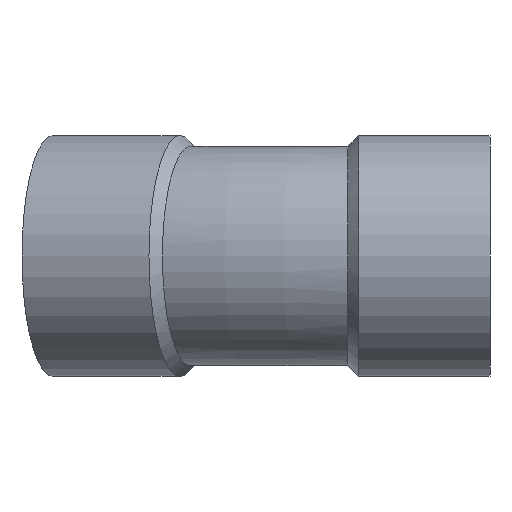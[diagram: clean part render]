
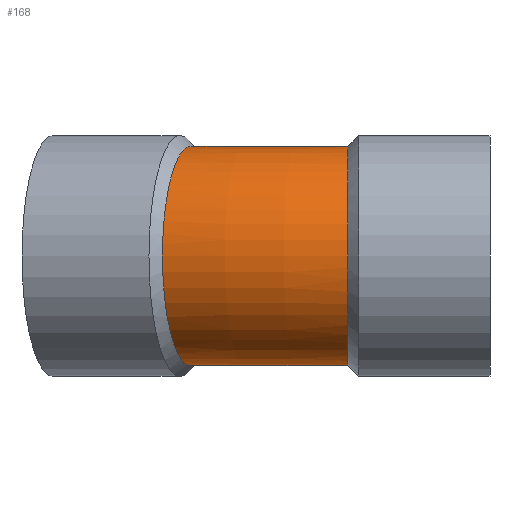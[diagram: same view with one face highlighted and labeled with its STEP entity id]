
A CAD part, left-side view. The second image highlights one B-rep face of the part: STEP entity #168.
In plain terms, the highlighted toroidal (fillet/blend) face has major radius 881.107 mm and minor radius 140 mm.
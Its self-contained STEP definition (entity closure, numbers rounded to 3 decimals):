
#27=TOROIDAL_SURFACE('',#201,881.107,140.);
#30=FACE_OUTER_BOUND('',#42,.T.);
#42=EDGE_LOOP('',(#126,#127,#128,#129,#130,#131));
#57=B_SPLINE_CURVE_WITH_KNOTS('',3,(#286,#287,#288,#289,#290,#291,#292,
#293,#294,#295,#296,#297,#298,#299,#300,#301,#302,#303,#304,#305),
 .UNSPECIFIED.,.F.,.F.,(4,2,2,2,2,2,2,2,2,4),(-88.233,-85.137,
-82.041,-76.569,-71.095,-65.622,
-60.152,-54.687,-49.223,-44.122),
 .UNSPECIFIED.);
#58=B_SPLINE_CURVE_WITH_KNOTS('',3,(#306,#307,#308,#309,#310,#311,#312,
#313,#314,#315,#316,#317,#318,#319,#320,#321,#322,#323,#324,#325),
 .UNSPECIFIED.,.F.,.F.,(4,2,2,2,2,2,2,2,2,4),(-44.122,-43.755,
-38.283,-32.809,-27.336,-21.868,
-16.401,-10.935,-5.468,0.),.UNSPECIFIED.);
#59=B_SPLINE_CURVE_WITH_KNOTS('',3,(#330,#331,#332,#333,#334,#335,#336,
#337,#338,#339,#340,#341,#342,#343,#344,#345,#346,#347,#348,#349),
 .UNSPECIFIED.,.F.,.F.,(4,2,2,2,2,2,2,2,2,4),(-44.12,-43.354,
-37.795,-32.244,-26.689,-21.309,
-16.024,-10.756,-5.434,0.),.UNSPECIFIED.);
#60=B_SPLINE_CURVE_WITH_KNOTS('',3,(#350,#351,#352,#353,#354,#355,#356,
#357,#358,#359,#360,#361,#362,#363,#364,#365,#366,#367,#368,#369),
 .UNSPECIFIED.,.F.,.F.,(4,2,2,2,2,2,2,2,2,4),(-88.231,-84.832,
-81.514,-75.955,-70.398,-64.794,
-59.358,-54.105,-48.928,-44.12),
 .UNSPECIFIED.);
#74=CIRCLE('',#202,741.107);
#86=VERTEX_POINT('',#283);
#87=VERTEX_POINT('',#285);
#88=VERTEX_POINT('',#327);
#89=VERTEX_POINT('',#329);
#101=EDGE_CURVE('',#87,#86,#57,.T.);
#102=EDGE_CURVE('',#86,#87,#58,.T.);
#103=EDGE_CURVE('',#86,#88,#74,.T.);
#104=EDGE_CURVE('',#88,#89,#59,.T.);
#105=EDGE_CURVE('',#89,#88,#60,.T.);
#126=ORIENTED_EDGE('',*,*,#101,.T.);
#127=ORIENTED_EDGE('',*,*,#103,.T.);
#128=ORIENTED_EDGE('',*,*,#104,.T.);
#129=ORIENTED_EDGE('',*,*,#105,.T.);
#130=ORIENTED_EDGE('',*,*,#103,.F.);
#131=ORIENTED_EDGE('',*,*,#102,.T.);
#168=ADVANCED_FACE('',(#30),#27,.T.);
#201=AXIS2_PLACEMENT_3D('',#326,#230,#231);
#202=AXIS2_PLACEMENT_3D('',#328,#232,#233);
#230=DIRECTION('center_axis',(0.,0.,-1.));
#231=DIRECTION('ref_axis',(-1.,0.,0.));
#232=DIRECTION('center_axis',(0.,0.,1.));
#233=DIRECTION('ref_axis',(-1.,0.,0.));
#283=CARTESIAN_POINT('',(161.788,346.382,0.));
#285=CARTESIAN_POINT('',(-108.761,418.64,0.));
#286=CARTESIAN_POINT('Ctrl Pts',(-108.761,418.64,0.));
#287=CARTESIAN_POINT('Ctrl Pts',(-108.761,418.64,-10.322));
#288=CARTESIAN_POINT('Ctrl Pts',(-107.658,418.345,-20.612));
#289=CARTESIAN_POINT('Ctrl Pts',(-103.287,417.177,-40.752));
#290=CARTESIAN_POINT('Ctrl Pts',(-100.033,416.307,-50.54));
#291=CARTESIAN_POINT('Ctrl Pts',(-88.234,413.153,-76.356));
#292=CARTESIAN_POINT('Ctrl Pts',(-77.657,410.326,-91.162));
#293=CARTESIAN_POINT('Ctrl Pts',(-51.609,403.365,-115.743));
#294=CARTESIAN_POINT('Ctrl Pts',(-36.388,399.298,-125.282));
#295=CARTESIAN_POINT('Ctrl Pts',(-3.268,390.449,-137.779));
#296=CARTESIAN_POINT('Ctrl Pts',(14.312,385.753,-140.618));
#297=CARTESIAN_POINT('Ctrl Pts',(49.525,376.348,-139.158));
#298=CARTESIAN_POINT('Ctrl Pts',(66.821,371.729,-134.876));
#299=CARTESIAN_POINT('Ctrl Pts',(98.842,363.18,-119.699));
#300=CARTESIAN_POINT('Ctrl Pts',(113.264,359.33,-108.952));
#301=CARTESIAN_POINT('Ctrl Pts',(137.315,352.911,-82.349));
#302=CARTESIAN_POINT('Ctrl Pts',(146.717,350.403,-66.749));
#303=CARTESIAN_POINT('Ctrl Pts',(158.803,347.178,-33.831));
#304=CARTESIAN_POINT('Ctrl Pts',(161.788,346.382,-16.981));
#305=CARTESIAN_POINT('Ctrl Pts',(161.788,346.382,0.));
#306=CARTESIAN_POINT('Ctrl Pts',(161.788,346.382,0.));
#307=CARTESIAN_POINT('Ctrl Pts',(161.788,346.382,1.222));
#308=CARTESIAN_POINT('Ctrl Pts',(161.773,346.386,2.444));
#309=CARTESIAN_POINT('Ctrl Pts',(161.28,346.517,21.902));
#310=CARTESIAN_POINT('Ctrl Pts',(157.379,347.558,39.87));
#311=CARTESIAN_POINT('Ctrl Pts',(143.134,351.359,73.248));
#312=CARTESIAN_POINT('Ctrl Pts',(132.926,354.083,88.339));
#313=CARTESIAN_POINT('Ctrl Pts',(107.497,360.87,113.611));
#314=CARTESIAN_POINT('Ctrl Pts',(92.521,364.867,123.552));
#315=CARTESIAN_POINT('Ctrl Pts',(59.741,373.62,136.928));
#316=CARTESIAN_POINT('Ctrl Pts',(42.251,378.29,140.238));
#317=CARTESIAN_POINT('Ctrl Pts',(7.038,387.696,139.735));
#318=CARTESIAN_POINT('Ctrl Pts',(-10.35,392.341,135.93));
#319=CARTESIAN_POINT('Ctrl Pts',(-42.737,400.994,121.639));
#320=CARTESIAN_POINT('Ctrl Pts',(-57.428,404.92,111.29));
#321=CARTESIAN_POINT('Ctrl Pts',(-82.155,411.528,85.348));
#322=CARTESIAN_POINT('Ctrl Pts',(-91.954,414.148,70.001));
#323=CARTESIAN_POINT('Ctrl Pts',(-105.322,417.721,36.28));
#324=CARTESIAN_POINT('Ctrl Pts',(-108.761,418.64,18.227));
#325=CARTESIAN_POINT('Ctrl Pts',(-108.761,418.64,0.));
#326=CARTESIAN_POINT('Origin',(881.107,168.,0.));
#327=CARTESIAN_POINT('',(140.13,181.87,0.));
#328=CARTESIAN_POINT('Origin',(881.107,168.,0.));
#329=CARTESIAN_POINT('',(-139.903,182.097,0.));
#330=CARTESIAN_POINT('Ctrl Pts',(140.13,181.87,0.));
#331=CARTESIAN_POINT('Ctrl Pts',(140.13,181.87,-2.546));
#332=CARTESIAN_POINT('Ctrl Pts',(140.06,181.87,-5.095));
#333=CARTESIAN_POINT('Ctrl Pts',(138.909,181.872,-26.145));
#334=CARTESIAN_POINT('Ctrl Pts',(134.234,181.877,-44.263));
#335=CARTESIAN_POINT('Ctrl Pts',(118.111,181.893,-77.601));
#336=CARTESIAN_POINT('Ctrl Pts',(106.833,181.905,-92.496));
#337=CARTESIAN_POINT('Ctrl Pts',(79.127,181.932,-117.051));
#338=CARTESIAN_POINT('Ctrl Pts',(62.967,181.947,-126.463));
#339=CARTESIAN_POINT('Ctrl Pts',(28.48,181.977,-138.264));
#340=CARTESIAN_POINT('Ctrl Pts',(10.556,181.992,-140.757));
#341=CARTESIAN_POINT('Ctrl Pts',(-24.944,182.02,-138.862));
#342=CARTESIAN_POINT('Ctrl Pts',(-42.203,182.032,-134.611));
#343=CARTESIAN_POINT('Ctrl Pts',(-74.184,182.055,-119.957));
#344=CARTESIAN_POINT('Ctrl Pts',(-88.631,182.065,-109.703));
#345=CARTESIAN_POINT('Ctrl Pts',(-113.101,182.081,-84.263));
#346=CARTESIAN_POINT('Ctrl Pts',(-122.856,182.087,-69.258));
#347=CARTESIAN_POINT('Ctrl Pts',(-136.387,182.095,-36.057));
#348=CARTESIAN_POINT('Ctrl Pts',(-139.903,182.097,-18.114));
#349=CARTESIAN_POINT('Ctrl Pts',(-139.903,182.097,0.));
#350=CARTESIAN_POINT('Ctrl Pts',(-139.903,182.097,0.));
#351=CARTESIAN_POINT('Ctrl Pts',(-139.903,182.097,11.33));
#352=CARTESIAN_POINT('Ctrl Pts',(-138.527,182.096,22.619));
#353=CARTESIAN_POINT('Ctrl Pts',(-133.15,182.093,44.353));
#354=CARTESIAN_POINT('Ctrl Pts',(-129.232,182.091,54.737));
#355=CARTESIAN_POINT('Ctrl Pts',(-115.589,182.082,80.991));
#356=CARTESIAN_POINT('Ctrl Pts',(-103.866,182.075,95.573));
#357=CARTESIAN_POINT('Ctrl Pts',(-75.426,182.056,119.325));
#358=CARTESIAN_POINT('Ctrl Pts',(-58.991,182.044,128.261));
#359=CARTESIAN_POINT('Ctrl Pts',(-23.451,182.018,139.262));
#360=CARTESIAN_POINT('Ctrl Pts',(-4.681,182.004,141.159));
#361=CARTESIAN_POINT('Ctrl Pts',(31.939,181.974,137.534));
#362=CARTESIAN_POINT('Ctrl Pts',(49.456,181.959,132.265));
#363=CARTESIAN_POINT('Ctrl Pts',(80.965,181.93,115.632));
#364=CARTESIAN_POINT('Ctrl Pts',(94.779,181.917,104.627));
#365=CARTESIAN_POINT('Ctrl Pts',(117.468,181.894,78.286));
#366=CARTESIAN_POINT('Ctrl Pts',(126.216,181.885,63.241));
#367=CARTESIAN_POINT('Ctrl Pts',(137.389,181.873,31.886));
#368=CARTESIAN_POINT('Ctrl Pts',(140.13,181.87,15.992));
#369=CARTESIAN_POINT('Ctrl Pts',(140.13,181.87,0.));
